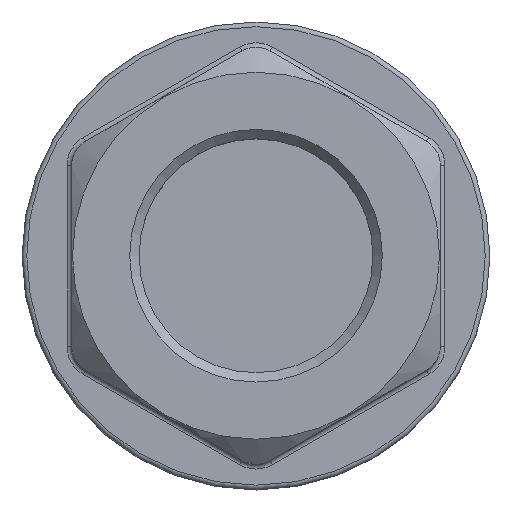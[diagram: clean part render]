
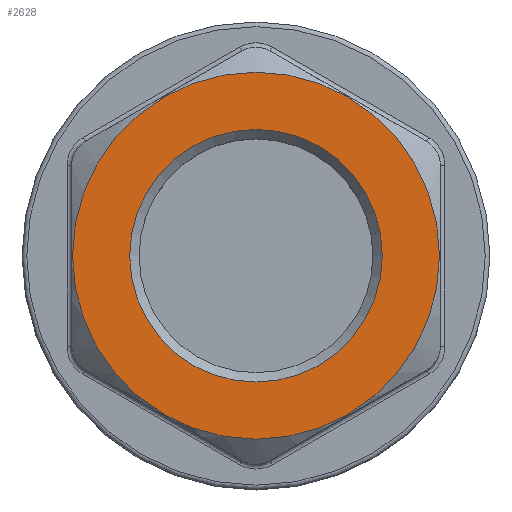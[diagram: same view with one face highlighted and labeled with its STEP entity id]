
A CAD part, top view. The second image highlights one B-rep face of the part: STEP entity #2628.
In plain terms, the highlighted planar face has unit normal (0, 0, 1).
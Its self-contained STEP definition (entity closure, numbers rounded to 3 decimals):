
#72=FACE_BOUND('',#467,.T.);
#136=PLANE('',#2897);
#306=FACE_OUTER_BOUND('',#466,.T.);
#466=EDGE_LOOP('',(#2293));
#467=EDGE_LOOP('',(#2294));
#908=CIRCLE('',#2883,19.606);
#910=CIRCLE('',#2894,13.5);
#1197=VERTEX_POINT('',#5230);
#1204=VERTEX_POINT('',#5305);
#1551=EDGE_CURVE('',#1197,#1197,#908,.T.);
#1565=EDGE_CURVE('',#1204,#1204,#910,.T.);
#2293=ORIENTED_EDGE('',*,*,#1551,.T.);
#2294=ORIENTED_EDGE('',*,*,#1565,.F.);
#2628=ADVANCED_FACE('',(#306,#72),#136,.T.);
#2883=AXIS2_PLACEMENT_3D('',#5231,#3521,#3522);
#2894=AXIS2_PLACEMENT_3D('',#5306,#3549,#3550);
#2897=AXIS2_PLACEMENT_3D('',#5312,#3557,#3558);
#3521=DIRECTION('center_axis',(0.,0.,1.));
#3522=DIRECTION('ref_axis',(0.,1.,0.));
#3549=DIRECTION('center_axis',(0.,0.,1.));
#3550=DIRECTION('ref_axis',(-1.,0.,0.));
#3557=DIRECTION('center_axis',(0.,0.,1.));
#3558=DIRECTION('ref_axis',(1.,0.,0.));
#5230=CARTESIAN_POINT('',(0.,-19.606,12.));
#5231=CARTESIAN_POINT('Origin',(0.,0.,12.));
#5305=CARTESIAN_POINT('',(13.5,0.,12.));
#5306=CARTESIAN_POINT('Origin',(0.,0.,12.));
#5312=CARTESIAN_POINT('Origin',(0.,0.,12.));
